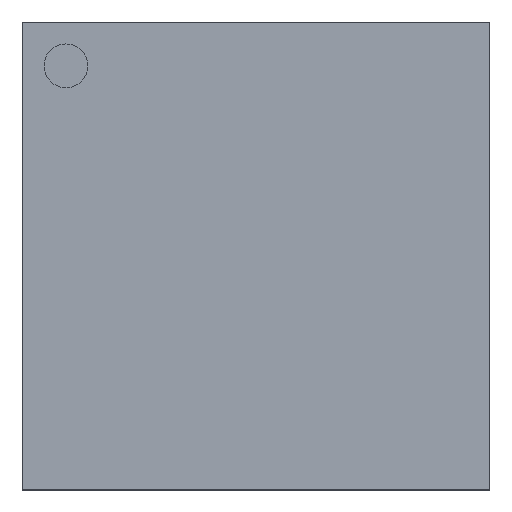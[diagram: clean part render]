
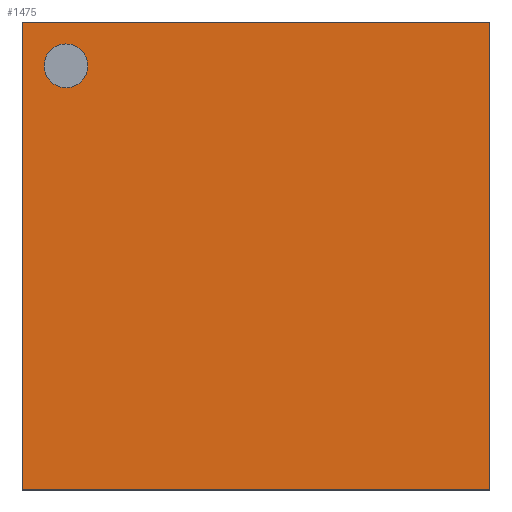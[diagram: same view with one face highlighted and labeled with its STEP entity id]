
A CAD part, top view. The second image highlights one B-rep face of the part: STEP entity #1475.
In plain terms, the highlighted planar face has unit normal (0, 0, 1).
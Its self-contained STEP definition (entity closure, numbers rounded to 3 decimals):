
#52 = DIRECTION ( 'NONE',  ( 1., 0., 0. ) ) ;
#132 = LINE ( 'NONE', #319, #456 ) ;
#153 = ORIENTED_EDGE ( 'NONE', *, *, #1334, .T. ) ;
#169 = EDGE_CURVE ( 'NONE', #337, #339, #1108, .T. ) ;
#238 = VERTEX_POINT ( 'NONE', #1902 ) ;
#293 = CARTESIAN_POINT ( 'NONE',  ( -0.65, 0.65, 0.5 ) ) ;
#312 = AXIS2_PLACEMENT_3D ( 'NONE', #293, #926, #1775 ) ;
#319 = CARTESIAN_POINT ( 'NONE',  ( -0.8, 0.8, 0.5 ) ) ;
#337 = VERTEX_POINT ( 'NONE', #2797 ) ;
#339 = VERTEX_POINT ( 'NONE', #370 ) ;
#370 = CARTESIAN_POINT ( 'NONE',  ( -0.8, -0.8, 0.5 ) ) ;
#393 = ORIENTED_EDGE ( 'NONE', *, *, #1954, .F. ) ;
#456 = VECTOR ( 'NONE', #576, 1000. ) ;
#576 = DIRECTION ( 'NONE',  ( -1., 0., 0. ) ) ;
#605 = DIRECTION ( 'NONE',  ( 0., 1., 0. ) ) ;
#640 = VERTEX_POINT ( 'NONE', #2135 ) ;
#641 = CARTESIAN_POINT ( 'NONE',  ( -0.8, 0.8, 0.5 ) ) ;
#807 = EDGE_LOOP ( 'NONE', ( #2253, #393 ) ) ;
#834 = VERTEX_POINT ( 'NONE', #2768 ) ;
#882 = DIRECTION ( 'NONE',  ( 1., 0., 0. ) ) ;
#909 = DIRECTION ( 'NONE',  ( 0., 0., 1. ) ) ;
#926 = DIRECTION ( 'NONE',  ( 0., 0., 1. ) ) ;
#930 = VECTOR ( 'NONE', #1487, 1000. ) ;
#971 = CARTESIAN_POINT ( 'NONE',  ( 0.8, 0.8, 0.5 ) ) ;
#996 = CIRCLE ( 'NONE', #1498, 0.075 ) ;
#1037 = VECTOR ( 'NONE', #882, 1000. ) ;
#1047 = AXIS2_PLACEMENT_3D ( 'NONE', #1985, #909, #52 ) ;
#1096 = LINE ( 'NONE', #1695, #1037 ) ;
#1108 = LINE ( 'NONE', #641, #930 ) ;
#1115 = EDGE_CURVE ( 'NONE', #339, #238, #1096, .T. ) ;
#1216 = EDGE_CURVE ( 'NONE', #834, #640, #996, .T. ) ;
#1242 = PLANE ( 'NONE',  #1047 ) ;
#1334 = EDGE_CURVE ( 'NONE', #2561, #337, #132, .T. ) ;
#1444 = EDGE_CURVE ( 'NONE', #238, #2561, #2367, .T. ) ;
#1458 = FACE_OUTER_BOUND ( 'NONE', #1684, .T. ) ;
#1475 = ADVANCED_FACE ( 'NONE', ( #1717, #1458 ), #1242, .T. ) ;
#1487 = DIRECTION ( 'NONE',  ( 0., -1., 0. ) ) ;
#1498 = AXIS2_PLACEMENT_3D ( 'NONE', #1865, #1650, #2295 ) ;
#1650 = DIRECTION ( 'NONE',  ( 0., 0., 1. ) ) ;
#1684 = EDGE_LOOP ( 'NONE', ( #1895, #153, #2580, #2017 ) ) ;
#1695 = CARTESIAN_POINT ( 'NONE',  ( -0.8, -0.8, 0.5 ) ) ;
#1716 = VECTOR ( 'NONE', #605, 1000. ) ;
#1717 = FACE_BOUND ( 'NONE', #807, .T. ) ;
#1775 = DIRECTION ( 'NONE',  ( 1., 0., 0. ) ) ;
#1865 = CARTESIAN_POINT ( 'NONE',  ( -0.65, 0.65, 0.5 ) ) ;
#1895 = ORIENTED_EDGE ( 'NONE', *, *, #1444, .T. ) ;
#1902 = CARTESIAN_POINT ( 'NONE',  ( 0.8, -0.8, 0.5 ) ) ;
#1954 = EDGE_CURVE ( 'NONE', #640, #834, #2307, .T. ) ;
#1985 = CARTESIAN_POINT ( 'NONE',  ( 0., 0., 0.5 ) ) ;
#2017 = ORIENTED_EDGE ( 'NONE', *, *, #1115, .T. ) ;
#2128 = CARTESIAN_POINT ( 'NONE',  ( 0.8, 0.8, 0.5 ) ) ;
#2135 = CARTESIAN_POINT ( 'NONE',  ( -0.725, 0.65, 0.5 ) ) ;
#2253 = ORIENTED_EDGE ( 'NONE', *, *, #1216, .F. ) ;
#2295 = DIRECTION ( 'NONE',  ( 1., 0., 0. ) ) ;
#2307 = CIRCLE ( 'NONE', #312, 0.075 ) ;
#2367 = LINE ( 'NONE', #2128, #1716 ) ;
#2561 = VERTEX_POINT ( 'NONE', #971 ) ;
#2580 = ORIENTED_EDGE ( 'NONE', *, *, #169, .T. ) ;
#2768 = CARTESIAN_POINT ( 'NONE',  ( -0.575, 0.65, 0.5 ) ) ;
#2797 = CARTESIAN_POINT ( 'NONE',  ( -0.8, 0.8, 0.5 ) ) ;
